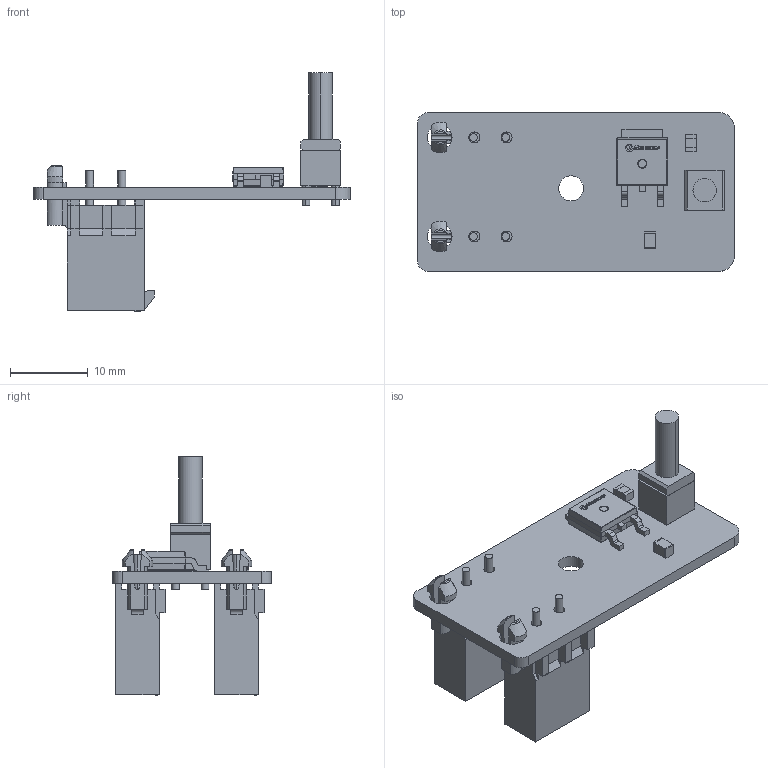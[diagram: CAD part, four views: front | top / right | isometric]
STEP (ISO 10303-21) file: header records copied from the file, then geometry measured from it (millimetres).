
FILE_DESCRIPTION(('Open CASCADE Model'),'2;1');
FILE_NAME('Open CASCADE Shape Model','2020-02-03T11:28:33',('Author'),( 'Open CASCADE'),'Open CASCADE STEP processor 6.8','Open CASCADE 6.8' ,'Unknown');
FILE_SCHEMA(('AUTOMOTIVE_DESIGN { 1 0 10303 214 1 1 1 1 }'));
Length unit declared in the file: millimetre
Products named in the file (29): PCB; Board60V_Ind; Open CASCADE STEP translator 6.8 1.1.1; MP160V_Ind; LPA-C011301S-10; LPA-C011301S-X_Base; LPA-C011301S-10_Light_PipeSLDPRT; D160V_Ind; SM0805XXC; U160V_Ind; Trans_Microchip_LR8K4-G_eec; body; pins; logo; R160V_Ind; 6053093008; Extruded; 6053100448; J260V_Ind; c-1-770872-0-h-3d; 6053097328; J160V_Ind; C160V_Ind; 6053088768; 6053086288
Assembly tree (32 placements, depth 4):
  PCB
    Board60V_Ind
      Open CASCADE STEP translator 6.8 1.1.1
    MP160V_Ind
      LPA-C011301S-10
        LPA-C011301S-X_Base
        LPA-C011301S-10_Light_PipeSLDPRT
    D160V_Ind
      SM0805XXC
    U160V_Ind
      Trans_Microchip_LR8K4-G_eec
        body
        pins
        logo
    R160V_Ind
      6053093008  x2
        Extruded
      6053100448
        Extruded
    J260V_Ind
      c-1-770872-0-h-3d
      6053097328
        Extruded
    J160V_Ind
      c-1-770872-0-h-3d
      6053097328
        Extruded
    C160V_Ind
      6053088768  x2
        Extruded
      6053086288
        Extruded
Bounding box: 40.64 x 20.32 x 30.59 mm (x, y, z)
Volume: 2690.1 mm3; surface area: 4502.5 mm2
Topology: 29 solids, 29 shells, 601 faces, 1496 edges, 972 vertices
Faces by surface type: plane 427, cylinder 112, bspline 45, sphere 8, torus 5, cone 4
Full cylindrical faces by diameter (mm): 1.016 x2, 1.397 x4, 3.175 x2, 3.2 x1
Entity records: 15038 total; most frequent: CARTESIAN_POINT 3298, ORIENTED_EDGE 2320, DIRECTION 2114, EDGE_CURVE 1160, LINE 888, VECTOR 888, VERTEX_POINT 755, AXIS2_PLACEMENT_3D 613
